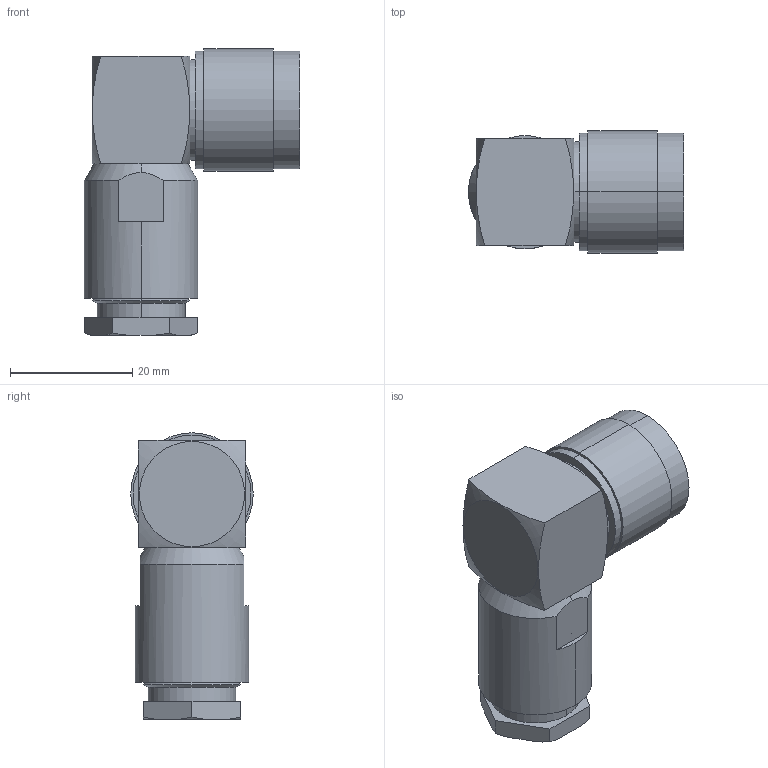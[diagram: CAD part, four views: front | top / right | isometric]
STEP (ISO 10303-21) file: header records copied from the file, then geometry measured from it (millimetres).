
FILE_DESCRIPTION (( 'STEP AP203' ), '1' );
FILE_NAME ('ANM-2402.STEP', '2010-09-07T14:14:39', ( 'x' ), ( 'Microsoft' ), 'SwSTEP 2.0', 'SolidWorks 2010', '' );
FILE_SCHEMA (( 'CONFIG_CONTROL_DESIGN' ));
Length unit declared in the file: inch
Products named in the file (9): ANM-2402-MA4; ANM-2402-MA5; ANM-2402-MA6; ANM-2402-MA7; ANM-2402-MA8; ANM-2402; ANM-2402-MA2; ANM-2402-MA1; ANM-2402-MA3
Assembly tree (8 placements, depth 2):
  ANM-2402
    ANM-2402-MA3
    ANM-2402-MA5
    ANM-2402-MA6
    ANM-2402-MA1
    ANM-2402-MA2
    ANM-2402-MA8
    ANM-2402-MA7
    ANM-2402-MA4
Bounding box: 35.15 x 20.02 x 46.8 mm (x, y, z)
Volume: 13315.6 mm3; surface area: 10463.4 mm2
Topology: 8 solids, 8 shells, 233 faces, 503 edges, 298 vertices
Faces by surface type: cylinder 84, cone 76, plane 59, torus 14
Entity records: 7424 total; most frequent: CARTESIAN_POINT 1239, DIRECTION 1209, ORIENTED_EDGE 1006, EDGE_CURVE 503, AXIS2_PLACEMENT_3D 494, VERTEX_POINT 298, EDGE_LOOP 259, CIRCLE 250
